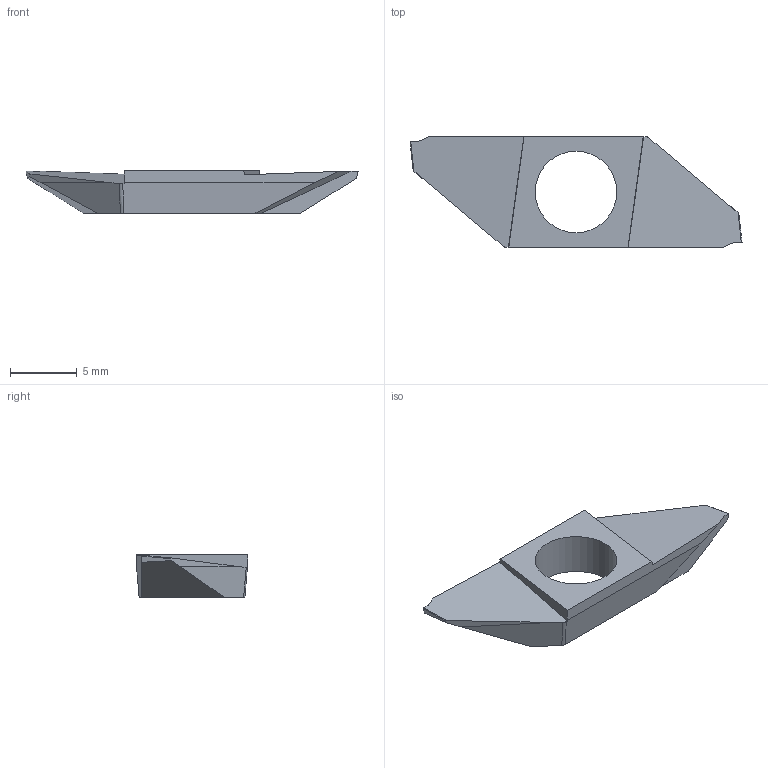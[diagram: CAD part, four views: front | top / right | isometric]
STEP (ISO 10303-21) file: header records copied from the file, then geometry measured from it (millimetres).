
FILE_DESCRIPTION(/* description */ (''),/* implementation_level */ '2;1');
FILE_NAME(/* name */ '1529396987646.stp',/* time_stamp */ '2018-06-19T10:29:50+02:00',/* author */ (''),/* organization */ ('SMS'),/* preprocessor_version */ 'ST-DEVELOPER v15',/* originating_system */ 'SIEMENS PLM Software NX 8.5',/* authorisation */ '');
FILE_SCHEMA (('AUTOMOTIVE_DESIGN { 1 0 10303 214 3 1 1 1 }'));
Length unit declared in the file: millimetre
Products named in the file (1): 201715298mod000_00
Bounding box: 24.82 x 8.3 x 3.18 mm (x, y, z)
Volume: 327 mm3; surface area: 462.9 mm2
Topology: 1 solids, 1 shells, 27 faces, 77 edges, 52 vertices
Faces by surface type: plane 22, cylinder 5
Full cylindrical faces by diameter (mm): 6.105 x1
Entity records: 962 total; most frequent: CARTESIAN_POINT 206, ORIENTED_EDGE 148, DIRECTION 144, EDGE_CURVE 74, LINE 64, VECTOR 64, VERTEX_POINT 50, AXIS2_PLACEMENT_3D 40
